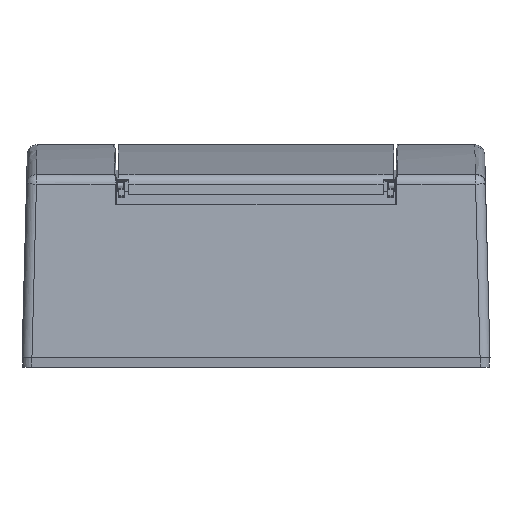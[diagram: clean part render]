
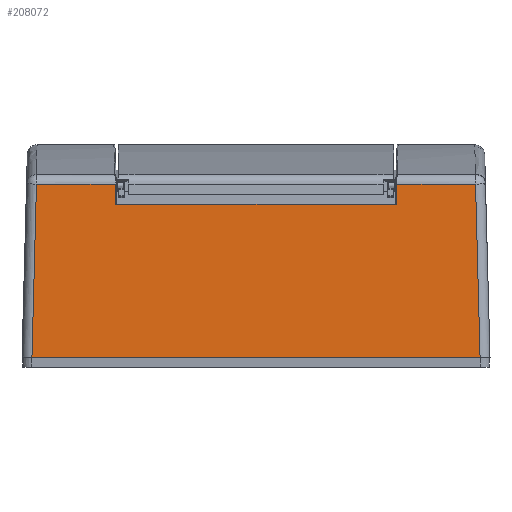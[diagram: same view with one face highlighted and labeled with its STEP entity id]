
A CAD part, left-side view. The second image highlights one B-rep face of the part: STEP entity #208072.
In plain terms, the highlighted face is planar.
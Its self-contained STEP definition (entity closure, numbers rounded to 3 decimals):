
#198444=DIRECTION('',(0.,0.,1.));
#198445=VECTOR('',#198444,225.603);
#198446=CARTESIAN_POINT('',(251.33,5.,-2.502));
#198447=LINE('',#198446,#198445);
#198976=DIRECTION('',(0.,0.,-1.));
#198977=VECTOR('',#198976,39.659);
#198978=CARTESIAN_POINT('',(249.045,92.25,
220.817));
#198979=LINE('',#198978,#198977);
#199001=DIRECTION('',(0.,0.,1.));
#199002=VECTOR('',#199001,141.);
#199003=CARTESIAN_POINT('',(249.314,82.002,
39.8));
#199004=LINE('',#199003,#199002);
#199008=DIRECTION('',(0.026,-0.999,0.035));
#199009=VECTOR('',#199008,10.257);
#199010=CARTESIAN_POINT('',(249.045,92.25,
39.442));
#199011=LINE('',#199010,#199009);
#199015=DIRECTION('',(-0.026,0.999,0.026));
#199016=VECTOR('',#199015,87.31);
#199017=CARTESIAN_POINT('',(251.33,5.,-2.502));
#199018=LINE('',#199017,#199016);
#199022=DIRECTION('',(0.026,-0.999,0.026));
#199023=VECTOR('',#199022,87.31);
#199024=CARTESIAN_POINT('',(249.045,92.25,
220.817));
#199025=LINE('',#199024,#199023);
#199029=DIRECTION('',(-0.026,0.999,0.035));
#199030=VECTOR('',#199029,10.257);
#199031=CARTESIAN_POINT('',(249.314,82.002,
180.8));
#199032=LINE('',#199031,#199030);
#199414=DIRECTION('',(0.,0.,-1.));
#199415=VECTOR('',#199414,39.659);
#199416=CARTESIAN_POINT('',(249.045,92.25,
39.442));
#199417=LINE('',#199416,#199415);
#204902=CARTESIAN_POINT('',(251.33,5.,223.102));
#206254=CARTESIAN_POINT('',(251.33,5.,-2.502));
#206255=CARTESIAN_POINT('',(249.045,92.25,
-0.217));
#206256=VERTEX_POINT('',#206254);
#206257=VERTEX_POINT('',#206255);
#206266=CARTESIAN_POINT('',(249.045,92.25,
181.158));
#206268=VERTEX_POINT('',#206266);
#206488=CARTESIAN_POINT('',(249.045,92.25,
39.442));
#206489=VERTEX_POINT('',#206488);
#206561=CARTESIAN_POINT('',(249.045,92.25,
220.817));
#206562=VERTEX_POINT('',#206561);
#206860=CARTESIAN_POINT('',(249.314,82.002,
39.8));
#206861=CARTESIAN_POINT('',(249.314,82.002,
180.8));
#206862=VERTEX_POINT('',#206860);
#206863=VERTEX_POINT('',#206861);
#206937=VERTEX_POINT('',#204902);
#208052=CARTESIAN_POINT('',(251.33,5.,110.3));
#208053=DIRECTION('',(-1.,-0.026,0.));
#208054=DIRECTION('',(-0.026,1.,0.));
#208055=AXIS2_PLACEMENT_3D('',#208052,#208053,#208054);
#208056=PLANE('',#208055);
#208058=ORIENTED_EDGE('',*,*,#208057,.F.);
#208060=ORIENTED_EDGE('',*,*,#208059,.F.);
#208062=ORIENTED_EDGE('',*,*,#208061,.T.);
#208063=ORIENTED_EDGE('',*,*,#207753,.F.);
#208064=ORIENTED_EDGE('',*,*,#207598,.T.);
#208066=ORIENTED_EDGE('',*,*,#208065,.F.);
#208067=ORIENTED_EDGE('',*,*,#208036,.T.);
#208069=ORIENTED_EDGE('',*,*,#208068,.F.);
#208070=EDGE_LOOP('',(#208058,#208060,#208062,#208063,#208064,#208066,#208067,
#208069));
#208071=FACE_OUTER_BOUND('',#208070,.F.);
#207598=EDGE_CURVE('',#206256,#206937,#198447,.T.);
#207753=EDGE_CURVE('',#206256,#206257,#199018,.T.);
#208036=EDGE_CURVE('',#206562,#206268,#198979,.T.);
#208057=EDGE_CURVE('',#206862,#206863,#199004,.T.);
#208059=EDGE_CURVE('',#206489,#206862,#199011,.T.);
#208061=EDGE_CURVE('',#206489,#206257,#199417,.T.);
#208065=EDGE_CURVE('',#206562,#206937,#199025,.T.);
#208068=EDGE_CURVE('',#206863,#206268,#199032,.T.);
#208072=ADVANCED_FACE('',(#208071),#208056,.F.);
